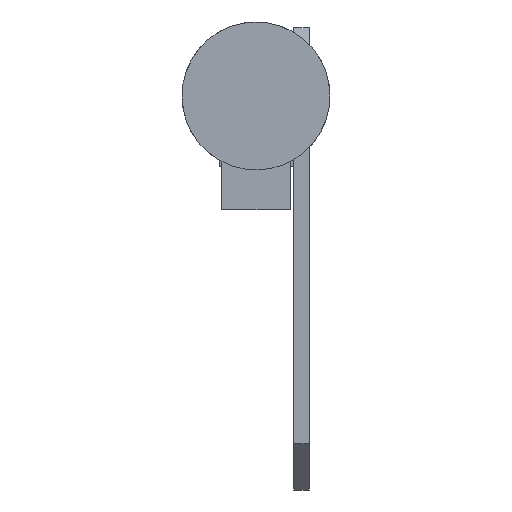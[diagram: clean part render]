
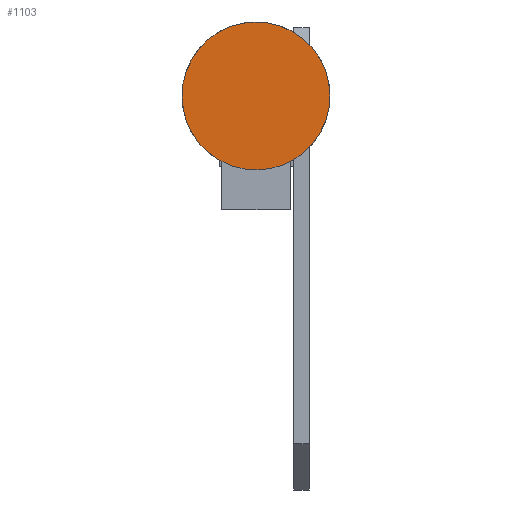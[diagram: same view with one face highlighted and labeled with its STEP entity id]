
A CAD part, left-side view. The second image highlights one B-rep face of the part: STEP entity #1103.
In plain terms, the highlighted face is planar.
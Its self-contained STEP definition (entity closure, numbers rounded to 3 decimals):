
#37 = DIRECTION ( 'NONE',  ( 0., 0., 1. ) ) ;
#122 = AXIS2_PLACEMENT_3D ( 'NONE', #469, #37, #1832 ) ;
#210 = FACE_OUTER_BOUND ( 'NONE', #235, .T. ) ;
#235 = EDGE_LOOP ( 'NONE', ( #501, #1429 ) ) ;
#236 = DIRECTION ( 'NONE',  ( 1., 0., 0. ) ) ;
#294 = PLANE ( 'NONE',  #632 ) ;
#328 = CIRCLE ( 'NONE', #2262, 24. ) ;
#469 = CARTESIAN_POINT ( 'NONE',  ( 0., 0., -13. ) ) ;
#501 = ORIENTED_EDGE ( 'NONE', *, *, #1556, .F. ) ;
#610 = DIRECTION ( 'NONE',  ( 0., 0., 1. ) ) ;
#632 = AXIS2_PLACEMENT_3D ( 'NONE', #1853, #2435, #236 ) ;
#783 = VERTEX_POINT ( 'NONE', #1177 ) ;
#852 = DIRECTION ( 'NONE',  ( 1., 0., 0. ) ) ;
#868 = CARTESIAN_POINT ( 'NONE',  ( 24., 0., -13. ) ) ;
#1103 = ADVANCED_FACE ( 'NONE', ( #210 ), #294, .F. ) ;
#1177 = CARTESIAN_POINT ( 'NONE',  ( -24., 0., -13. ) ) ;
#1429 = ORIENTED_EDGE ( 'NONE', *, *, #2385, .F. ) ;
#1556 = EDGE_CURVE ( 'NONE', #783, #2455, #2127, .T. ) ;
#1832 = DIRECTION ( 'NONE',  ( 1., 0., 0. ) ) ;
#1853 = CARTESIAN_POINT ( 'NONE',  ( 0., 0., -13. ) ) ;
#2002 = CARTESIAN_POINT ( 'NONE',  ( 0., 0., -13. ) ) ;
#2127 = CIRCLE ( 'NONE', #122, 24. ) ;
#2262 = AXIS2_PLACEMENT_3D ( 'NONE', #2002, #610, #852 ) ;
#2385 = EDGE_CURVE ( 'NONE', #2455, #783, #328, .T. ) ;
#2435 = DIRECTION ( 'NONE',  ( 0., 0., 1. ) ) ;
#2455 = VERTEX_POINT ( 'NONE', #868 ) ;
